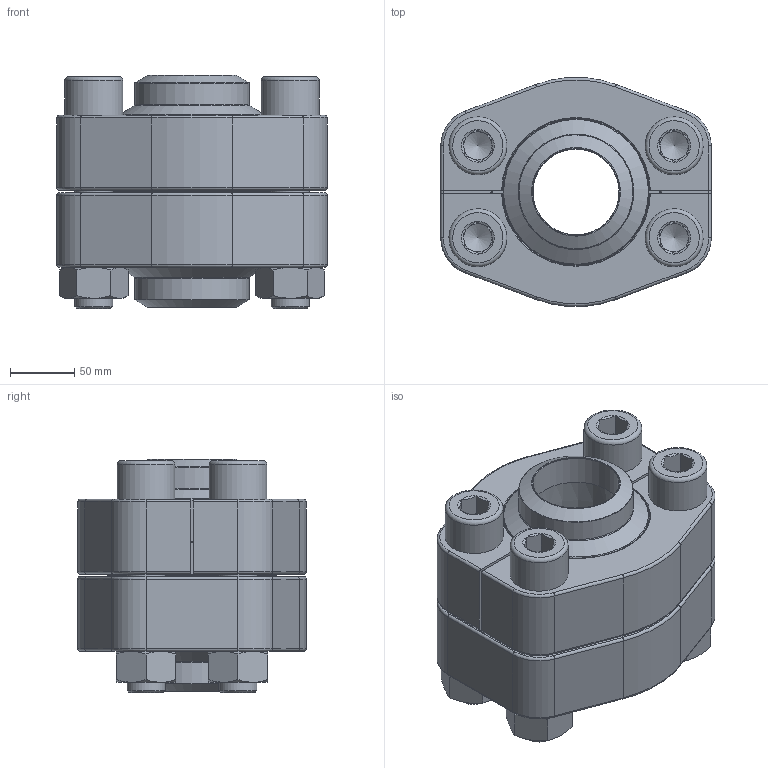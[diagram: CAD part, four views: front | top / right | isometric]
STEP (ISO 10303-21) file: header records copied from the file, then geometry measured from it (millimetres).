
FILE_DESCRIPTION(/* description */ (''),/* implementation_level */ '2;1');
FILE_NAME(/* name */ 'AFK76-606.stp',/* time_stamp */ '2025-01-09T12:19:12+01:00',/* author */ (''),/* organization */ (''),/* preprocessor_version */ 'ST-DEVELOPER v16',/* originating_system */ 'SIEMENS PLM Software NX 10.0',/* authorisation */ '');
FILE_SCHEMA (('AUTOMOTIVE_DESIGN { 1 0 10303 214 3 1 1 1 }'));
Length unit declared in the file: millimetre
Products named in the file (9): X-AFH76-6_einzel; X-AFV76-6; X-AFK76-6; X-FM30; X-M30x150I; X-O85; X-AFA76-6; X-AFH76-6; AFK76-6
Assembly tree (15 placements, depth 3):
  AFK76-6
    X-AFH76-6
      X-AFH76-6_einzel  x2
    X-AFA76-6
    X-O85
    X-M30x150I  x4
    X-FM30  x4
    X-AFK76-6
    X-AFV76-6
Bounding box: 210 x 177.54 x 181 mm (x, y, z)
Volume: 3619062.6 mm3; surface area: 501138 mm2
Topology: 14 solids, 14 shells, 381 faces, 811 edges, 465 vertices
Faces by surface type: cone 131, plane 127, cylinder 78, torus 44, revolution 1
Full cylindrical faces by diameter (mm): 27.797 x4, 29.522 x4, 31 x8, 45 x4, 66.9 x2, 76 x2, 84.634 x1, 88.9 x2, 92.4 x1, 113.35 x2, 114.5 x1, 131.7 x2, 132.5 x1
Entity records: 5116 total; most frequent: DIRECTION 889, CARTESIAN_POINT 872, ORIENTED_EDGE 646, AXIS2_PLACEMENT_3D 397, EDGE_CURVE 323, EDGE_LOOP 281, VERTEX_POINT 224, CIRCLE 193
